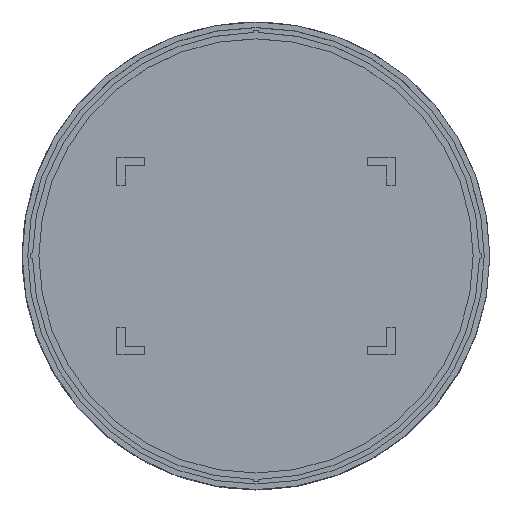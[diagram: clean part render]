
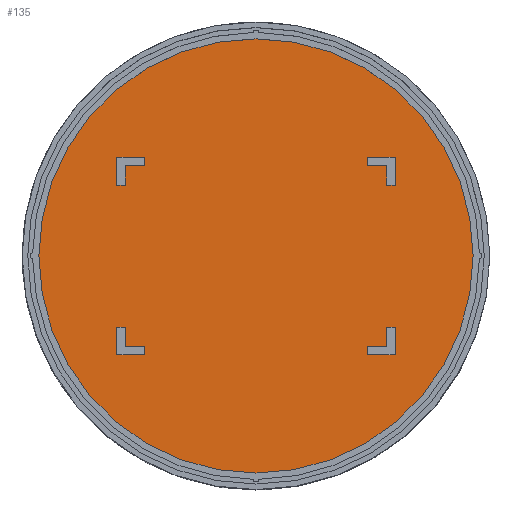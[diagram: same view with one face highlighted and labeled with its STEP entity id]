
A CAD part, top view. The second image highlights one B-rep face of the part: STEP entity #135.
In plain terms, the highlighted planar face has unit normal (0, 0, 1).
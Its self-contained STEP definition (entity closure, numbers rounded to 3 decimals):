
#22 = VERTEX_POINT('',#23);
#23 = CARTESIAN_POINT('',(81.,0.,4.));
#31 = EDGE_CURVE('',#32,#22,#34,.T.);
#32 = VERTEX_POINT('',#33);
#33 = CARTESIAN_POINT('',(-7.5,80.652,4.));
#34 = CIRCLE('',#35,81.);
#35 = AXIS2_PLACEMENT_3D('',#36,#37,#38);
#36 = CARTESIAN_POINT('',(0.,0.,4.));
#37 = DIRECTION('',(0.,0.,1.));
#38 = DIRECTION('',(1.,0.,0.));
#84 = VERTEX_POINT('',#85);
#85 = CARTESIAN_POINT('',(7.5,80.652,4.));
#91 = EDGE_CURVE('',#22,#84,#92,.T.);
#92 = CIRCLE('',#93,81.);
#93 = AXIS2_PLACEMENT_3D('',#94,#95,#96);
#94 = CARTESIAN_POINT('',(0.,0.,4.));
#95 = DIRECTION('',(0.,0.,1.));
#96 = DIRECTION('',(1.,0.,0.));
#135 = ADVANCED_FACE('',(#136,#147,#197,#247,#297),#347,.T.);
#136 = FACE_BOUND('',#137,.T.);
#137 = EDGE_LOOP('',(#138,#139,#146));
#138 = ORIENTED_EDGE('',*,*,#91,.T.);
#139 = ORIENTED_EDGE('',*,*,#140,.T.);
#140 = EDGE_CURVE('',#84,#32,#141,.T.);
#141 = CIRCLE('',#142,81.);
#142 = AXIS2_PLACEMENT_3D('',#143,#144,#145);
#143 = CARTESIAN_POINT('',(0.,0.,4.));
#144 = DIRECTION('',(0.,0.,1.));
#145 = DIRECTION('',(1.,0.,0.));
#146 = ORIENTED_EDGE('',*,*,#31,.T.);
#147 = FACE_BOUND('',#148,.T.);
#148 = EDGE_LOOP('',(#149,#159,#167,#175,#183,#191));
#149 = ORIENTED_EDGE('',*,*,#150,.F.);
#150 = EDGE_CURVE('',#151,#153,#155,.T.);
#151 = VERTEX_POINT('',#152);
#152 = CARTESIAN_POINT('',(-50.,-35.5,4.));
#153 = VERTEX_POINT('',#154);
#154 = CARTESIAN_POINT('',(-40.,-35.5,4.));
#155 = LINE('',#156,#157);
#156 = CARTESIAN_POINT('',(-50.,-35.5,4.));
#157 = VECTOR('',#158,1.);
#158 = DIRECTION('',(1.,0.,0.));
#159 = ORIENTED_EDGE('',*,*,#160,.T.);
#160 = EDGE_CURVE('',#151,#161,#163,.T.);
#161 = VERTEX_POINT('',#162);
#162 = CARTESIAN_POINT('',(-50.,-25.5,4.));
#163 = LINE('',#164,#165);
#164 = CARTESIAN_POINT('',(-50.,-35.5,4.));
#165 = VECTOR('',#166,1.);
#166 = DIRECTION('',(0.,1.,0.));
#167 = ORIENTED_EDGE('',*,*,#168,.T.);
#168 = EDGE_CURVE('',#161,#169,#171,.T.);
#169 = VERTEX_POINT('',#170);
#170 = CARTESIAN_POINT('',(-47.,-25.5,4.));
#171 = LINE('',#172,#173);
#172 = CARTESIAN_POINT('',(-50.,-25.5,4.));
#173 = VECTOR('',#174,1.);
#174 = DIRECTION('',(1.,0.,0.));
#175 = ORIENTED_EDGE('',*,*,#176,.F.);
#176 = EDGE_CURVE('',#177,#169,#179,.T.);
#177 = VERTEX_POINT('',#178);
#178 = CARTESIAN_POINT('',(-47.,-32.5,4.));
#179 = LINE('',#180,#181);
#180 = CARTESIAN_POINT('',(-47.,-32.5,4.));
#181 = VECTOR('',#182,1.);
#182 = DIRECTION('',(0.,1.,0.));
#183 = ORIENTED_EDGE('',*,*,#184,.T.);
#184 = EDGE_CURVE('',#177,#185,#187,.T.);
#185 = VERTEX_POINT('',#186);
#186 = CARTESIAN_POINT('',(-40.,-32.5,4.));
#187 = LINE('',#188,#189);
#188 = CARTESIAN_POINT('',(-47.,-32.5,4.));
#189 = VECTOR('',#190,1.);
#190 = DIRECTION('',(1.,0.,0.));
#191 = ORIENTED_EDGE('',*,*,#192,.F.);
#192 = EDGE_CURVE('',#153,#185,#193,.T.);
#193 = LINE('',#194,#195);
#194 = CARTESIAN_POINT('',(-40.,-35.5,4.));
#195 = VECTOR('',#196,1.);
#196 = DIRECTION('',(0.,1.,0.));
#197 = FACE_BOUND('',#198,.T.);
#198 = EDGE_LOOP('',(#199,#209,#217,#225,#233,#241));
#199 = ORIENTED_EDGE('',*,*,#200,.F.);
#200 = EDGE_CURVE('',#201,#203,#205,.T.);
#201 = VERTEX_POINT('',#202);
#202 = CARTESIAN_POINT('',(50.,-35.5,4.));
#203 = VERTEX_POINT('',#204);
#204 = CARTESIAN_POINT('',(50.,-25.5,4.));
#205 = LINE('',#206,#207);
#206 = CARTESIAN_POINT('',(50.,-35.5,4.));
#207 = VECTOR('',#208,1.);
#208 = DIRECTION('',(0.,1.,0.));
#209 = ORIENTED_EDGE('',*,*,#210,.T.);
#210 = EDGE_CURVE('',#201,#211,#213,.T.);
#211 = VERTEX_POINT('',#212);
#212 = CARTESIAN_POINT('',(40.,-35.5,4.));
#213 = LINE('',#214,#215);
#214 = CARTESIAN_POINT('',(50.,-35.5,4.));
#215 = VECTOR('',#216,1.);
#216 = DIRECTION('',(-1.,0.,0.));
#217 = ORIENTED_EDGE('',*,*,#218,.T.);
#218 = EDGE_CURVE('',#211,#219,#221,.T.);
#219 = VERTEX_POINT('',#220);
#220 = CARTESIAN_POINT('',(40.,-32.5,4.));
#221 = LINE('',#222,#223);
#222 = CARTESIAN_POINT('',(40.,-35.5,4.));
#223 = VECTOR('',#224,1.);
#224 = DIRECTION('',(0.,1.,0.));
#225 = ORIENTED_EDGE('',*,*,#226,.F.);
#226 = EDGE_CURVE('',#227,#219,#229,.T.);
#227 = VERTEX_POINT('',#228);
#228 = CARTESIAN_POINT('',(47.,-32.5,4.));
#229 = LINE('',#230,#231);
#230 = CARTESIAN_POINT('',(47.,-32.5,4.));
#231 = VECTOR('',#232,1.);
#232 = DIRECTION('',(-1.,0.,0.));
#233 = ORIENTED_EDGE('',*,*,#234,.T.);
#234 = EDGE_CURVE('',#227,#235,#237,.T.);
#235 = VERTEX_POINT('',#236);
#236 = CARTESIAN_POINT('',(47.,-25.5,4.));
#237 = LINE('',#238,#239);
#238 = CARTESIAN_POINT('',(47.,-32.5,4.));
#239 = VECTOR('',#240,1.);
#240 = DIRECTION('',(0.,1.,0.));
#241 = ORIENTED_EDGE('',*,*,#242,.F.);
#242 = EDGE_CURVE('',#203,#235,#243,.T.);
#243 = LINE('',#244,#245);
#244 = CARTESIAN_POINT('',(50.,-25.5,4.));
#245 = VECTOR('',#246,1.);
#246 = DIRECTION('',(-1.,0.,0.));
#247 = FACE_BOUND('',#248,.T.);
#248 = EDGE_LOOP('',(#249,#259,#267,#275,#283,#291));
#249 = ORIENTED_EDGE('',*,*,#250,.F.);
#250 = EDGE_CURVE('',#251,#253,#255,.T.);
#251 = VERTEX_POINT('',#252);
#252 = CARTESIAN_POINT('',(-50.,35.5,4.));
#253 = VERTEX_POINT('',#254);
#254 = CARTESIAN_POINT('',(-50.,25.5,4.));
#255 = LINE('',#256,#257);
#256 = CARTESIAN_POINT('',(-50.,35.5,4.));
#257 = VECTOR('',#258,1.);
#258 = DIRECTION('',(0.,-1.,0.));
#259 = ORIENTED_EDGE('',*,*,#260,.T.);
#260 = EDGE_CURVE('',#251,#261,#263,.T.);
#261 = VERTEX_POINT('',#262);
#262 = CARTESIAN_POINT('',(-40.,35.5,4.));
#263 = LINE('',#264,#265);
#264 = CARTESIAN_POINT('',(-50.,35.5,4.));
#265 = VECTOR('',#266,1.);
#266 = DIRECTION('',(1.,0.,0.));
#267 = ORIENTED_EDGE('',*,*,#268,.T.);
#268 = EDGE_CURVE('',#261,#269,#271,.T.);
#269 = VERTEX_POINT('',#270);
#270 = CARTESIAN_POINT('',(-40.,32.5,4.));
#271 = LINE('',#272,#273);
#272 = CARTESIAN_POINT('',(-40.,35.5,4.));
#273 = VECTOR('',#274,1.);
#274 = DIRECTION('',(0.,-1.,0.));
#275 = ORIENTED_EDGE('',*,*,#276,.F.);
#276 = EDGE_CURVE('',#277,#269,#279,.T.);
#277 = VERTEX_POINT('',#278);
#278 = CARTESIAN_POINT('',(-47.,32.5,4.));
#279 = LINE('',#280,#281);
#280 = CARTESIAN_POINT('',(-47.,32.5,4.));
#281 = VECTOR('',#282,1.);
#282 = DIRECTION('',(1.,0.,0.));
#283 = ORIENTED_EDGE('',*,*,#284,.T.);
#284 = EDGE_CURVE('',#277,#285,#287,.T.);
#285 = VERTEX_POINT('',#286);
#286 = CARTESIAN_POINT('',(-47.,25.5,4.));
#287 = LINE('',#288,#289);
#288 = CARTESIAN_POINT('',(-47.,32.5,4.));
#289 = VECTOR('',#290,1.);
#290 = DIRECTION('',(0.,-1.,0.));
#291 = ORIENTED_EDGE('',*,*,#292,.F.);
#292 = EDGE_CURVE('',#253,#285,#293,.T.);
#293 = LINE('',#294,#295);
#294 = CARTESIAN_POINT('',(-50.,25.5,4.));
#295 = VECTOR('',#296,1.);
#296 = DIRECTION('',(1.,0.,0.));
#297 = FACE_BOUND('',#298,.T.);
#298 = EDGE_LOOP('',(#299,#309,#317,#325,#333,#341));
#299 = ORIENTED_EDGE('',*,*,#300,.F.);
#300 = EDGE_CURVE('',#301,#303,#305,.T.);
#301 = VERTEX_POINT('',#302);
#302 = CARTESIAN_POINT('',(50.,35.5,4.));
#303 = VERTEX_POINT('',#304);
#304 = CARTESIAN_POINT('',(40.,35.5,4.));
#305 = LINE('',#306,#307);
#306 = CARTESIAN_POINT('',(50.,35.5,4.));
#307 = VECTOR('',#308,1.);
#308 = DIRECTION('',(-1.,0.,0.));
#309 = ORIENTED_EDGE('',*,*,#310,.T.);
#310 = EDGE_CURVE('',#301,#311,#313,.T.);
#311 = VERTEX_POINT('',#312);
#312 = CARTESIAN_POINT('',(50.,25.5,4.));
#313 = LINE('',#314,#315);
#314 = CARTESIAN_POINT('',(50.,35.5,4.));
#315 = VECTOR('',#316,1.);
#316 = DIRECTION('',(0.,-1.,0.));
#317 = ORIENTED_EDGE('',*,*,#318,.T.);
#318 = EDGE_CURVE('',#311,#319,#321,.T.);
#319 = VERTEX_POINT('',#320);
#320 = CARTESIAN_POINT('',(47.,25.5,4.));
#321 = LINE('',#322,#323);
#322 = CARTESIAN_POINT('',(50.,25.5,4.));
#323 = VECTOR('',#324,1.);
#324 = DIRECTION('',(-1.,0.,0.));
#325 = ORIENTED_EDGE('',*,*,#326,.F.);
#326 = EDGE_CURVE('',#327,#319,#329,.T.);
#327 = VERTEX_POINT('',#328);
#328 = CARTESIAN_POINT('',(47.,32.5,4.));
#329 = LINE('',#330,#331);
#330 = CARTESIAN_POINT('',(47.,32.5,4.));
#331 = VECTOR('',#332,1.);
#332 = DIRECTION('',(0.,-1.,0.));
#333 = ORIENTED_EDGE('',*,*,#334,.T.);
#334 = EDGE_CURVE('',#327,#335,#337,.T.);
#335 = VERTEX_POINT('',#336);
#336 = CARTESIAN_POINT('',(40.,32.5,4.));
#337 = LINE('',#338,#339);
#338 = CARTESIAN_POINT('',(47.,32.5,4.));
#339 = VECTOR('',#340,1.);
#340 = DIRECTION('',(-1.,0.,0.));
#341 = ORIENTED_EDGE('',*,*,#342,.F.);
#342 = EDGE_CURVE('',#303,#335,#343,.T.);
#343 = LINE('',#344,#345);
#344 = CARTESIAN_POINT('',(40.,35.5,4.));
#345 = VECTOR('',#346,1.);
#346 = DIRECTION('',(0.,-1.,0.));
#347 = PLANE('',#348);
#348 = AXIS2_PLACEMENT_3D('',#349,#350,#351);
#349 = CARTESIAN_POINT('',(0.,0.,4.));
#350 = DIRECTION('',(0.,0.,1.));
#351 = DIRECTION('',(1.,0.,0.));
